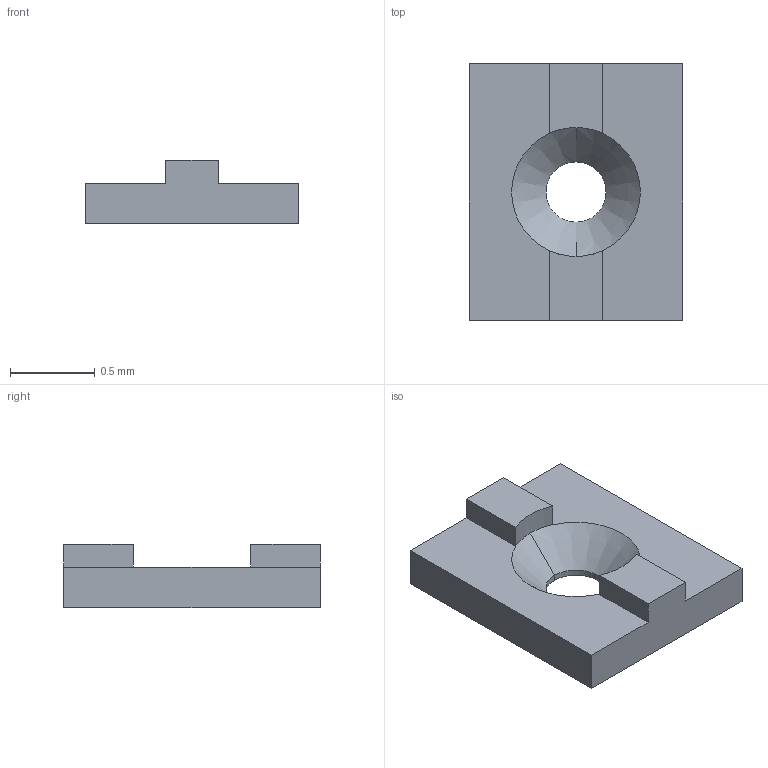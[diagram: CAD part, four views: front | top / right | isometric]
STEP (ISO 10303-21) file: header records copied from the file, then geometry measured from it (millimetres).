
FILE_DESCRIPTION((''),'2;1');
FILE_NAME('15AC8850.stp','2015-07-20T11:09:28',(''),(''),'Mechanical Desktop 2011','Mechanical Desktop 2011',', , ');
FILE_SCHEMA(('CONFIG_CONTROL_DESIGN'));
Length unit declared in the file: millimetre
Products named in the file (1): Product
Bounding box: 1.25 x 1.51 x 0.37 mm (x, y, z)
Volume: 0.4 mm3; surface area: 5.5 mm2
Topology: 1 solids, 1 shells, 19 faces, 52 edges, 34 vertices
Faces by surface type: plane 13, cylinder 4, cone 2
Entity records: 697 total; most frequent: CARTESIAN_POINT 114, ORIENTED_EDGE 104, DIRECTION 100, EDGE_CURVE 52, VECTOR 36, LINE 36, VERTEX_POINT 34, AXIS2_PLACEMENT_3D 32
